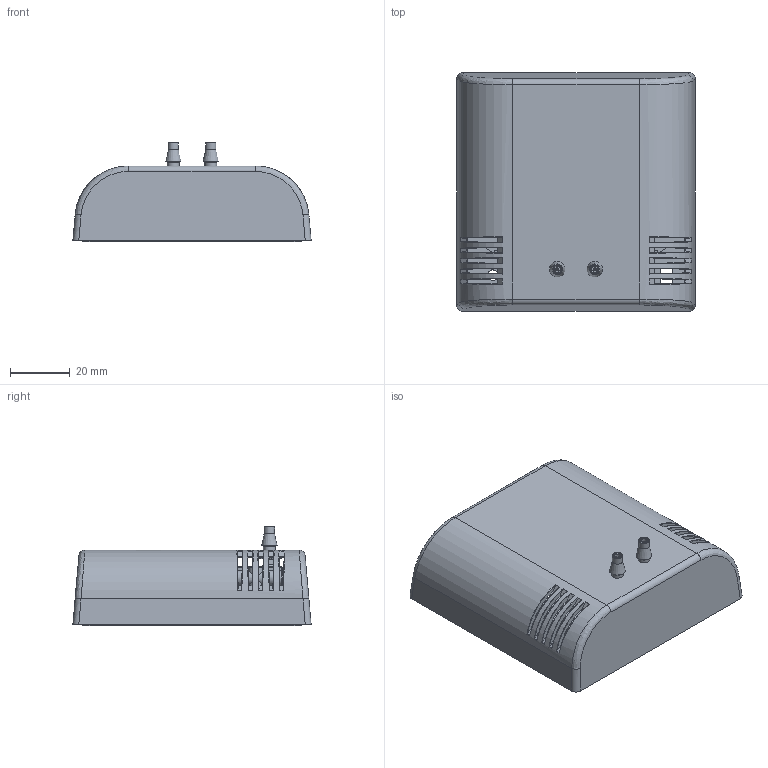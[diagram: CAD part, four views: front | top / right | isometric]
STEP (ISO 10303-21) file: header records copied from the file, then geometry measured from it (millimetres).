
FILE_DESCRIPTION(/* description */ (''),/* implementation_level */ '2;1');
FILE_NAME(/* name */ 'Si-xxxR2Ax.step',/* time_stamp */ '2021-07-29T14:02:02+02:00',/* author */ (''),/* organization */ (''),/* preprocessor_version */ 'ST-DEVELOPER v18.1',/* originating_system */ 'Autodesk Translation Framework v10.9.0.1377',/* authorisation */ '');
FILE_SCHEMA (('AUTOMOTIVE_DESIGN { 1 0 10303 214 3 1 1 }'));
Length unit declared in the file: millimetre
Products named in the file (5): Si-xxxR2Ax; Thermo80_D50; BASE_80; COPERCHIO_80_M; Sensirion_Differential_Pressure_Sensors_SDP810_STEP_file
Assembly tree (4 placements, depth 3):
  Si-xxxR2Ax
    Thermo80_D50
      BASE_80
      COPERCHIO_80_M
    Sensirion_Differential_Pressure_Sensors_SDP810_STEP_file
Bounding box: 80 x 80 x 33.55 mm (x, y, z)
Volume: 31785.4 mm3; surface area: 41309.3 mm2
Topology: 3 solids, 3 shells, 1307 faces, 3381 edges, 2145 vertices
Faces by surface type: plane 736, cylinder 228, bspline 205, torus 76, cone 62
Full cylindrical faces by diameter (mm): 0.4 x2, 0.75 x2, 0.8 x4, 2 x2, 2.85 x2, 3.5 x2, 4 x6, 8 x2, 17 x1, 20 x1
Entity records: 47353 total; most frequent: CARTESIAN_POINT 15548, ORIENTED_EDGE 6762, DIRECTION 5913, EDGE_CURVE 3381, LINE 2151, VECTOR 2151, VERTEX_POINT 2145, AXIS2_PLACEMENT_3D 1881
